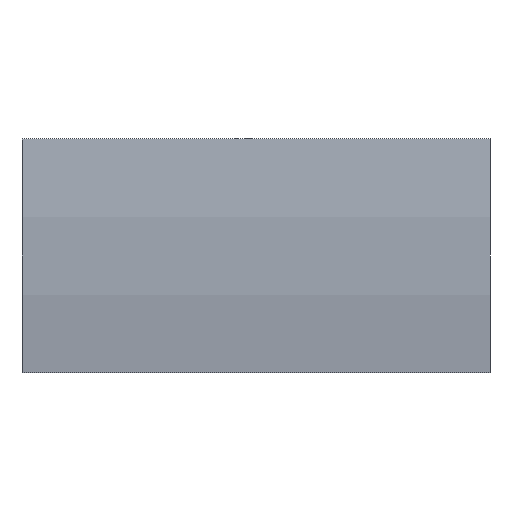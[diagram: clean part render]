
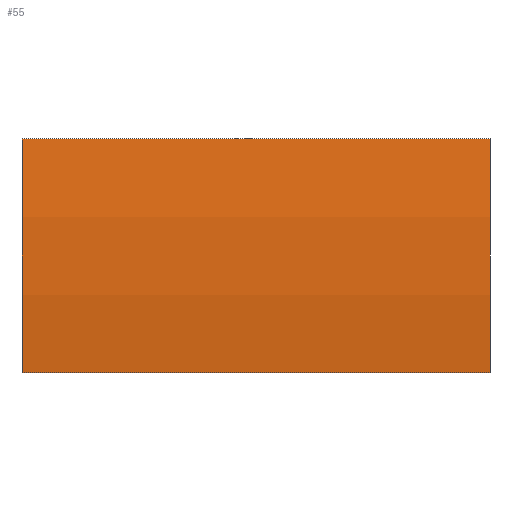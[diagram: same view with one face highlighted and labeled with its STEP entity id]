
A CAD part, left-side view. The second image highlights one B-rep face of the part: STEP entity #55.
In plain terms, the highlighted cylindrical face has radius 103.4 mm (diameter 206.8 mm), a partial arc.
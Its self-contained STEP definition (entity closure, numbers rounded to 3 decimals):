
#3 = VERTEX_POINT ( 'NONE', #147 ) ;
#7 = CARTESIAN_POINT ( 'NONE',  ( -97.951, 60., 15. ) ) ;
#19 = CARTESIAN_POINT ( 'NONE',  ( 4.355, 60., 0. ) ) ;
#29 = DIRECTION ( 'NONE',  ( 0., 0., 1. ) ) ;
#30 = DIRECTION ( 'NONE',  ( 0., -1., 0. ) ) ;
#32 = DIRECTION ( 'NONE',  ( 0., 0., 1. ) ) ;
#38 = DIRECTION ( 'NONE',  ( 0., 1., 0. ) ) ;
#46 = CARTESIAN_POINT ( 'NONE',  ( -97.951, 0., 15. ) ) ;
#54 = ORIENTED_EDGE ( 'NONE', *, *, #183, .F. ) ;
#55 = ADVANCED_FACE ( 'NONE', ( #57 ), #60, .T. ) ;
#57 = FACE_OUTER_BOUND ( 'NONE', #120, .T. ) ;
#59 = VERTEX_POINT ( 'NONE', #173 ) ;
#60 = CYLINDRICAL_SURFACE ( 'NONE', #151, 103.4 ) ;
#64 = DIRECTION ( 'NONE',  ( 0., -1., 0. ) ) ;
#73 = DIRECTION ( 'NONE',  ( 0., 0., -1. ) ) ;
#74 = VERTEX_POINT ( 'NONE', #190 ) ;
#80 = CIRCLE ( 'NONE', #179, 103.4 ) ;
#90 = EDGE_CURVE ( 'NONE', #3, #191, #80, .T. ) ;
#95 = LINE ( 'NONE', #153, #194 ) ;
#99 = CIRCLE ( 'NONE', #201, 103.4 ) ;
#104 = ORIENTED_EDGE ( 'NONE', *, *, #90, .T. ) ;
#108 = DIRECTION ( 'NONE',  ( 0., -1., 0. ) ) ;
#109 = ORIENTED_EDGE ( 'NONE', *, *, #137, .T. ) ;
#116 = EDGE_CURVE ( 'NONE', #59, #74, #99, .T. ) ;
#120 = EDGE_LOOP ( 'NONE', ( #104, #54, #168, #109 ) ) ;
#124 = CARTESIAN_POINT ( 'NONE',  ( 4.355, 0., 0. ) ) ;
#137 = EDGE_CURVE ( 'NONE', #59, #3, #95, .T. ) ;
#139 = DIRECTION ( 'NONE',  ( 0., 1., 0. ) ) ;
#146 = VECTOR ( 'NONE', #108, 1000. ) ;
#147 = CARTESIAN_POINT ( 'NONE',  ( -97.951, 0., -15. ) ) ;
#151 = AXIS2_PLACEMENT_3D ( 'NONE', #166, #64, #73 ) ;
#153 = CARTESIAN_POINT ( 'NONE',  ( -97.951, 60., -15. ) ) ;
#166 = CARTESIAN_POINT ( 'NONE',  ( 4.355, 60., 0. ) ) ;
#168 = ORIENTED_EDGE ( 'NONE', *, *, #116, .F. ) ;
#169 = LINE ( 'NONE', #7, #146 ) ;
#173 = CARTESIAN_POINT ( 'NONE',  ( -97.951, 60., -15. ) ) ;
#179 = AXIS2_PLACEMENT_3D ( 'NONE', #124, #38, #32 ) ;
#183 = EDGE_CURVE ( 'NONE', #74, #191, #169, .T. ) ;
#190 = CARTESIAN_POINT ( 'NONE',  ( -97.951, 60., 15. ) ) ;
#191 = VERTEX_POINT ( 'NONE', #46 ) ;
#194 = VECTOR ( 'NONE', #30, 1000. ) ;
#201 = AXIS2_PLACEMENT_3D ( 'NONE', #19, #139, #29 ) ;
